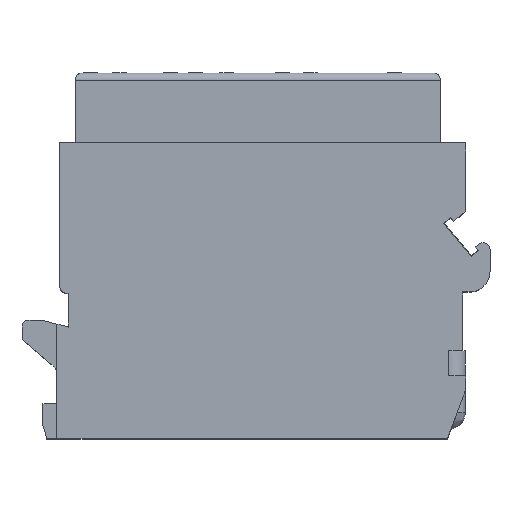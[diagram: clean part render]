
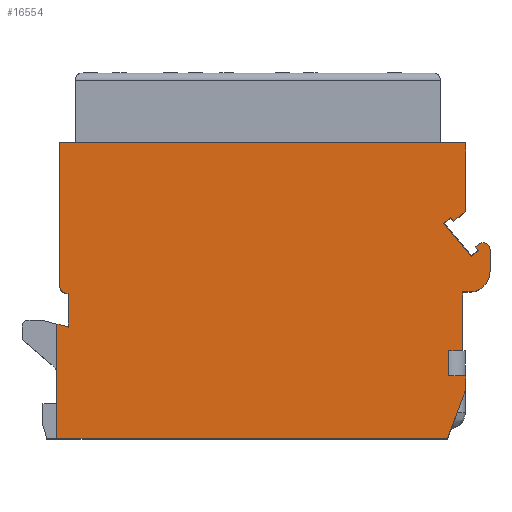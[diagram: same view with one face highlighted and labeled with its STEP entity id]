
A CAD part, top view. The second image highlights one B-rep face of the part: STEP entity #16554.
In plain terms, the highlighted planar face has unit normal (0, 0, 1).
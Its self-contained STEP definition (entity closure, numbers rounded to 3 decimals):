
#2866=DIRECTION('',(-0.766,-0.643,0.));
#2867=VECTOR('',#2866,0.65);
#2868=CARTESIAN_POINT('',(16.17,13.449,14.));
#2869=LINE('',#2868,#2867);
#2874=DIRECTION('',(0.643,-0.766,0.));
#2875=VECTOR('',#2874,3.1);
#2876=CARTESIAN_POINT('',(13.68,15.406,14.));
#2877=LINE('',#2876,#2875);
#2878=DIRECTION('',(0.766,0.643,0.));
#2879=VECTOR('',#2878,0.305);
#2880=CARTESIAN_POINT('',(15.945,13.717,14.));
#2881=LINE('',#2880,#2879);
#2882=CARTESIAN_POINT('',(16.5,13.53,14.));
#2883=DIRECTION('',(0.,0.,1.));
#2884=DIRECTION('',(1.,0.,0.));
#2885=AXIS2_PLACEMENT_3D('',#2882,#2883,#2884);
#2887=DIRECTION('',(0.,1.,0.));
#2888=VECTOR('',#2887,1.53);
#2889=CARTESIAN_POINT('',(17.,12.,14.));
#2890=LINE('',#2889,#2888);
#2891=DIRECTION('',(-1.,0.,0.));
#2892=VECTOR('',#2891,0.45);
#2893=CARTESIAN_POINT('',(15.5,10.5,14.));
#2894=LINE('',#2893,#2892);
#2895=DIRECTION('',(0.,-1.,0.));
#2896=VECTOR('',#2895,4.2);
#2897=CARTESIAN_POINT('',(15.05,10.5,14.));
#2898=LINE('',#2897,#2896);
#2899=DIRECTION('',(-1.,0.,0.));
#2900=VECTOR('',#2899,1.);
#2901=CARTESIAN_POINT('',(15.05,6.3,14.));
#2902=LINE('',#2901,#2900);
#2903=DIRECTION('',(0.,-1.,0.));
#2904=VECTOR('',#2903,1.8);
#2905=CARTESIAN_POINT('',(14.05,6.3,14.));
#2906=LINE('',#2905,#2904);
#2907=DIRECTION('',(1.,0.,0.));
#2908=VECTOR('',#2907,1.2);
#2909=CARTESIAN_POINT('',(14.05,4.5,14.));
#2910=LINE('',#2909,#2908);
#2911=DIRECTION('',(0.,-1.,0.));
#2912=VECTOR('',#2911,1.);
#2913=CARTESIAN_POINT('',(15.25,4.5,14.));
#2914=LINE('',#2913,#2912);
#2915=DIRECTION('',(-0.348,-0.937,0.));
#2916=VECTOR('',#2915,3.734);
#2917=CARTESIAN_POINT('',(15.25,3.5,14.));
#2918=LINE('',#2917,#2916);
#2919=DIRECTION('',(1.,0.,0.));
#2920=VECTOR('',#2919,27.9);
#2921=CARTESIAN_POINT('',(-13.95,0.,14.));
#2922=LINE('',#2921,#2920);
#2923=DIRECTION('',(0.966,-0.259,0.));
#2924=VECTOR('',#2923,0.828);
#2925=CARTESIAN_POINT('',(-13.95,8.205,14.));
#2926=LINE('',#2925,#2924);
#2927=DIRECTION('',(0.,1.,0.));
#2928=VECTOR('',#2927,2.409);
#2929=CARTESIAN_POINT('',(-13.15,7.991,14.));
#2930=LINE('',#2929,#2928);
#2931=DIRECTION('',(-1.,0.,0.));
#2932=VECTOR('',#2931,0.1);
#2933=CARTESIAN_POINT('',(-13.15,10.4,14.));
#2934=LINE('',#2933,#2932);
#2935=DIRECTION('',(0.,1.,0.));
#2936=VECTOR('',#2935,10.25);
#2937=CARTESIAN_POINT('',(-13.75,10.9,14.));
#2938=LINE('',#2937,#2936);
#2939=DIRECTION('',(-1.,0.,0.));
#2940=VECTOR('',#2939,29.);
#2941=CARTESIAN_POINT('',(15.25,21.15,14.));
#2942=LINE('',#2941,#2940);
#2943=DIRECTION('',(0.,-1.,0.));
#2944=VECTOR('',#2943,4.883);
#2945=CARTESIAN_POINT('',(15.25,21.15,14.));
#2946=LINE('',#2945,#2944);
#2947=DIRECTION('',(-0.766,-0.643,0.));
#2948=VECTOR('',#2947,1.106);
#2949=CARTESIAN_POINT('',(15.25,16.267,14.));
#2950=LINE('',#2949,#2948);
#2959=DIRECTION('',(0.766,0.643,0.));
#2960=VECTOR('',#2959,0.65);
#2961=CARTESIAN_POINT('',(13.68,15.406,14.));
#2962=LINE('',#2961,#2960);
#2979=DIRECTION('',(0.643,-0.766,0.));
#2980=VECTOR('',#2979,0.35);
#2981=CARTESIAN_POINT('',(14.177,15.824,14.));
#2982=LINE('',#2981,#2980);
#2995=DIRECTION('',(0.643,-0.766,0.));
#2996=VECTOR('',#2995,0.35);
#2997=CARTESIAN_POINT('',(15.945,13.717,14.));
#2998=LINE('',#2997,#2996);
#3028=CARTESIAN_POINT('',(15.5,12.,14.));
#3029=DIRECTION('',(0.,0.,1.));
#3030=DIRECTION('',(0.,-1.,0.));
#3031=AXIS2_PLACEMENT_3D('',#3028,#3029,#3030);
#3305=DIRECTION('',(0.,-1.,0.));
#3306=VECTOR('',#3305,8.205);
#3307=CARTESIAN_POINT('',(-13.95,8.205,14.));
#3308=LINE('',#3307,#3306);
#3407=CARTESIAN_POINT('',(-13.25,10.9,14.));
#3408=DIRECTION('',(0.,0.,1.));
#3409=DIRECTION('',(-1.,0.,0.));
#3410=AXIS2_PLACEMENT_3D('',#3407,#3408,#3409);
#11576=CARTESIAN_POINT('',(-13.15,7.991,14.));
#11577=CARTESIAN_POINT('',(-13.15,10.4,14.));
#11578=VERTEX_POINT('',#11576);
#11579=VERTEX_POINT('',#11577);
#11581=CARTESIAN_POINT('',(-13.75,10.9,14.));
#11583=VERTEX_POINT('',#11581);
#11584=CARTESIAN_POINT('',(-13.25,10.4,14.));
#11585=VERTEX_POINT('',#11584);
#11590=CARTESIAN_POINT('',(-13.75,21.15,14.));
#11591=VERTEX_POINT('',#11590);
#11597=CARTESIAN_POINT('',(-13.95,0.,14.));
#11599=VERTEX_POINT('',#11597);
#11625=CARTESIAN_POINT('',(-13.95,8.205,14.));
#11627=VERTEX_POINT('',#11625);
#11656=CARTESIAN_POINT('',(15.25,16.267,14.));
#11657=CARTESIAN_POINT('',(14.402,15.556,14.));
#11658=VERTEX_POINT('',#11656);
#11659=VERTEX_POINT('',#11657);
#11660=CARTESIAN_POINT('',(15.25,3.5,14.));
#11661=CARTESIAN_POINT('',(13.95,0.,14.));
#11662=VERTEX_POINT('',#11660);
#11663=VERTEX_POINT('',#11661);
#11666=CARTESIAN_POINT('',(15.25,21.15,14.));
#11667=VERTEX_POINT('',#11666);
#11668=CARTESIAN_POINT('',(15.945,13.717,14.));
#11670=VERTEX_POINT('',#11668);
#11672=CARTESIAN_POINT('',(15.05,10.5,14.));
#11674=VERTEX_POINT('',#11672);
#11687=CARTESIAN_POINT('',(15.05,6.3,14.));
#11688=CARTESIAN_POINT('',(14.05,6.3,14.));
#11689=VERTEX_POINT('',#11687);
#11690=VERTEX_POINT('',#11688);
#11691=CARTESIAN_POINT('',(14.05,4.5,14.));
#11692=VERTEX_POINT('',#11691);
#11693=CARTESIAN_POINT('',(15.25,4.5,14.));
#11694=VERTEX_POINT('',#11693);
#11709=CARTESIAN_POINT('',(17.,12.,14.));
#11711=VERTEX_POINT('',#11709);
#11715=CARTESIAN_POINT('',(15.5,10.5,14.));
#11716=VERTEX_POINT('',#11715);
#11719=CARTESIAN_POINT('',(17.,13.53,14.));
#11720=VERTEX_POINT('',#11719);
#11721=CARTESIAN_POINT('',(16.179,13.913,14.));
#11722=VERTEX_POINT('',#11721);
#11878=CARTESIAN_POINT('',(16.17,13.449,14.));
#11880=VERTEX_POINT('',#11878);
#11883=CARTESIAN_POINT('',(14.177,15.824,14.));
#11885=VERTEX_POINT('',#11883);
#11897=CARTESIAN_POINT('',(13.68,15.406,14.));
#11898=CARTESIAN_POINT('',(15.672,13.031,14.));
#11899=VERTEX_POINT('',#11897);
#11900=VERTEX_POINT('',#11898);
#16497=CARTESIAN_POINT('',(0.,0.,14.));
#16498=DIRECTION('',(0.,0.,1.));
#16499=DIRECTION('',(1.,0.,0.));
#16500=AXIS2_PLACEMENT_3D('',#16497,#16498,#16499);
#16501=PLANE('',#16500);
#16503=ORIENTED_EDGE('',*,*,#16502,.T.);
#16504=ORIENTED_EDGE('',*,*,#16487,.F.);
#16506=ORIENTED_EDGE('',*,*,#16505,.F.);
#16508=ORIENTED_EDGE('',*,*,#16507,.T.);
#16510=ORIENTED_EDGE('',*,*,#16509,.F.);
#16512=ORIENTED_EDGE('',*,*,#16511,.F.);
#16514=ORIENTED_EDGE('',*,*,#16513,.F.);
#16516=ORIENTED_EDGE('',*,*,#16515,.T.);
#16518=ORIENTED_EDGE('',*,*,#16517,.T.);
#16520=ORIENTED_EDGE('',*,*,#16519,.T.);
#16522=ORIENTED_EDGE('',*,*,#16521,.T.);
#16524=ORIENTED_EDGE('',*,*,#16523,.T.);
#16526=ORIENTED_EDGE('',*,*,#16525,.T.);
#16528=ORIENTED_EDGE('',*,*,#16527,.T.);
#16530=ORIENTED_EDGE('',*,*,#16529,.F.);
#16532=ORIENTED_EDGE('',*,*,#16531,.F.);
#16534=ORIENTED_EDGE('',*,*,#16533,.T.);
#16536=ORIENTED_EDGE('',*,*,#16535,.T.);
#16538=ORIENTED_EDGE('',*,*,#16537,.T.);
#16540=ORIENTED_EDGE('',*,*,#16539,.F.);
#16542=ORIENTED_EDGE('',*,*,#16541,.T.);
#16543=ORIENTED_EDGE('',*,*,#16378,.F.);
#16545=ORIENTED_EDGE('',*,*,#16544,.T.);
#16547=ORIENTED_EDGE('',*,*,#16546,.T.);
#16549=ORIENTED_EDGE('',*,*,#16548,.F.);
#16551=ORIENTED_EDGE('',*,*,#16550,.F.);
#16552=EDGE_LOOP('',(#16503,#16504,#16506,#16508,#16510,#16512,#16514,#16516,
#16518,#16520,#16522,#16524,#16526,#16528,#16530,#16532,#16534,#16536,#16538,
#16540,#16542,#16543,#16545,#16547,#16549,#16551));
#16553=FACE_OUTER_BOUND('',#16552,.F.);
#16554=ADVANCED_FACE('',(#16553),#16501,.T.);
#2886=CIRCLE('',#2885,0.5);
#3032=CIRCLE('',#3031,1.5);
#3411=CIRCLE('',#3410,0.5);
#16378=EDGE_CURVE('',#11667,#11591,#2942,.T.);
#16487=EDGE_CURVE('',#11880,#11900,#2869,.T.);
#16502=EDGE_CURVE('',#11899,#11900,#2877,.T.);
#16505=EDGE_CURVE('',#11670,#11880,#2998,.T.);
#16507=EDGE_CURVE('',#11670,#11722,#2881,.T.);
#16509=EDGE_CURVE('',#11720,#11722,#2886,.T.);
#16511=EDGE_CURVE('',#11711,#11720,#2890,.T.);
#16513=EDGE_CURVE('',#11716,#11711,#3032,.T.);
#16515=EDGE_CURVE('',#11716,#11674,#2894,.T.);
#16517=EDGE_CURVE('',#11674,#11689,#2898,.T.);
#16519=EDGE_CURVE('',#11689,#11690,#2902,.T.);
#16521=EDGE_CURVE('',#11690,#11692,#2906,.T.);
#16523=EDGE_CURVE('',#11692,#11694,#2910,.T.);
#16525=EDGE_CURVE('',#11694,#11662,#2914,.T.);
#16527=EDGE_CURVE('',#11662,#11663,#2918,.T.);
#16529=EDGE_CURVE('',#11599,#11663,#2922,.T.);
#16531=EDGE_CURVE('',#11627,#11599,#3308,.T.);
#16533=EDGE_CURVE('',#11627,#11578,#2926,.T.);
#16535=EDGE_CURVE('',#11578,#11579,#2930,.T.);
#16537=EDGE_CURVE('',#11579,#11585,#2934,.T.);
#16539=EDGE_CURVE('',#11583,#11585,#3411,.T.);
#16541=EDGE_CURVE('',#11583,#11591,#2938,.T.);
#16544=EDGE_CURVE('',#11667,#11658,#2946,.T.);
#16546=EDGE_CURVE('',#11658,#11659,#2950,.T.);
#16548=EDGE_CURVE('',#11885,#11659,#2982,.T.);
#16550=EDGE_CURVE('',#11899,#11885,#2962,.T.);
